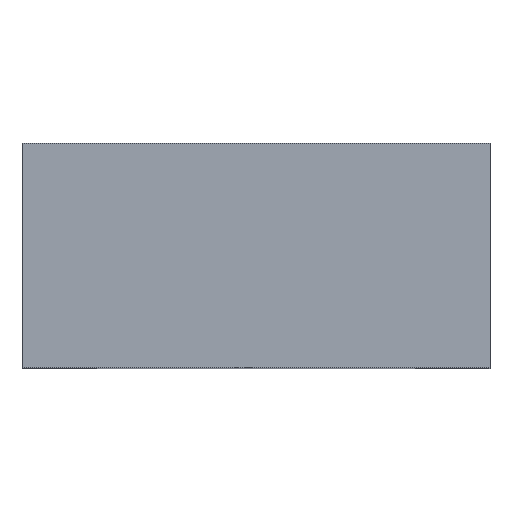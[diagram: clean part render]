
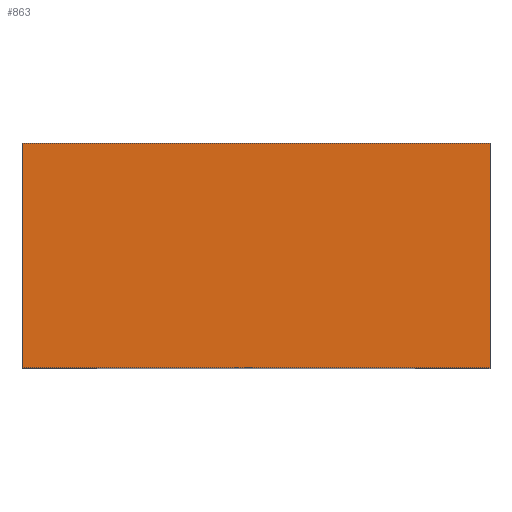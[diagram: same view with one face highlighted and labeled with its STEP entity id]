
A CAD part, top view. The second image highlights one B-rep face of the part: STEP entity #863.
In plain terms, the highlighted planar face has unit normal (0, 0, 1).
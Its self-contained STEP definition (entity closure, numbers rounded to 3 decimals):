
#11 = CARTESIAN_POINT ( 'NONE',  ( 0.625, 0.6, 0.5 ) ) ;
#60 = ORIENTED_EDGE ( 'NONE', *, *, #509, .T. ) ;
#99 = VERTEX_POINT ( 'NONE', #534 ) ;
#176 = CARTESIAN_POINT ( 'NONE',  ( -0.625, 0.6, 0.5 ) ) ;
#188 = VECTOR ( 'NONE', #299, 1000. ) ;
#299 = DIRECTION ( 'NONE',  ( 0., -1., 0. ) ) ;
#302 = VERTEX_POINT ( 'NONE', #1359 ) ;
#358 = LINE ( 'NONE', #940, #895 ) ;
#372 = VERTEX_POINT ( 'NONE', #962 ) ;
#379 = LINE ( 'NONE', #1331, #844 ) ;
#412 = EDGE_CURVE ( 'NONE', #99, #372, #473, .T. ) ;
#415 = DIRECTION ( 'NONE',  ( -1., 0., 0. ) ) ;
#473 = LINE ( 'NONE', #616, #188 ) ;
#509 = EDGE_CURVE ( 'NONE', #1169, #372, #358, .T. ) ;
#534 = CARTESIAN_POINT ( 'NONE',  ( 0.625, 0.6, 0.5 ) ) ;
#573 = DIRECTION ( 'NONE',  ( 1., 0., 0. ) ) ;
#604 = EDGE_LOOP ( 'NONE', ( #60, #1113, #853, #1020 ) ) ;
#616 = CARTESIAN_POINT ( 'NONE',  ( 0.625, 0.6, 0.5 ) ) ;
#689 = FACE_OUTER_BOUND ( 'NONE', #604, .T. ) ;
#709 = CARTESIAN_POINT ( 'NONE',  ( -0.625, 0., 0.5 ) ) ;
#844 = VECTOR ( 'NONE', #573, 1000. ) ;
#853 = ORIENTED_EDGE ( 'NONE', *, *, #1092, .F. ) ;
#858 = DIRECTION ( 'NONE',  ( 0., 0., -1. ) ) ;
#863 = ADVANCED_FACE ( 'NONE', ( #689 ), #961, .F. ) ;
#880 = VECTOR ( 'NONE', #1028, 1000. ) ;
#895 = VECTOR ( 'NONE', #1372, 1000. ) ;
#940 = CARTESIAN_POINT ( 'NONE',  ( 0.625, 0., 0.5 ) ) ;
#961 = PLANE ( 'NONE',  #1180 ) ;
#962 = CARTESIAN_POINT ( 'NONE',  ( 0.625, 0., 0.5 ) ) ;
#1020 = ORIENTED_EDGE ( 'NONE', *, *, #1211, .T. ) ;
#1028 = DIRECTION ( 'NONE',  ( 0., -1., 0. ) ) ;
#1039 = LINE ( 'NONE', #176, #880 ) ;
#1092 = EDGE_CURVE ( 'NONE', #302, #99, #379, .T. ) ;
#1113 = ORIENTED_EDGE ( 'NONE', *, *, #412, .F. ) ;
#1169 = VERTEX_POINT ( 'NONE', #709 ) ;
#1180 = AXIS2_PLACEMENT_3D ( 'NONE', #11, #858, #415 ) ;
#1211 = EDGE_CURVE ( 'NONE', #302, #1169, #1039, .T. ) ;
#1331 = CARTESIAN_POINT ( 'NONE',  ( 0.625, 0.6, 0.5 ) ) ;
#1359 = CARTESIAN_POINT ( 'NONE',  ( -0.625, 0.6, 0.5 ) ) ;
#1372 = DIRECTION ( 'NONE',  ( 1., 0., 0. ) ) ;
